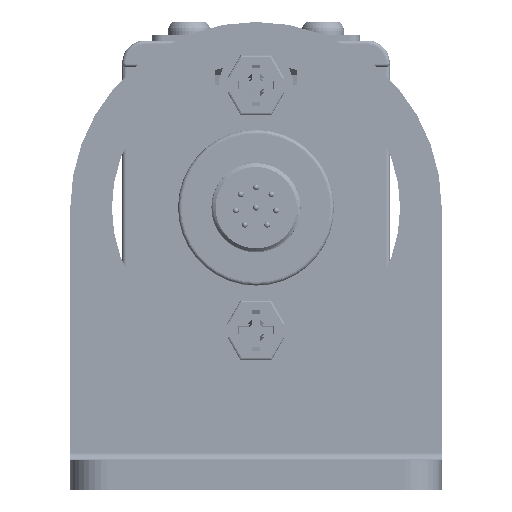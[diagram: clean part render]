
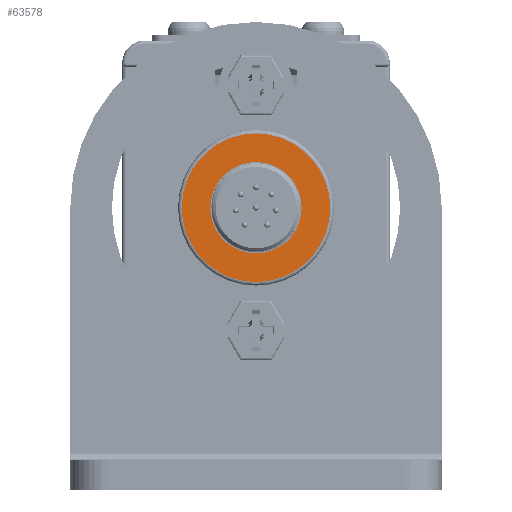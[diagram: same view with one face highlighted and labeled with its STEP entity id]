
A CAD part, front view. The second image highlights one B-rep face of the part: STEP entity #63578.
In plain terms, the highlighted face is planar.
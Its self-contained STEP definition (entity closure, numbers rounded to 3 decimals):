
#60405=CARTESIAN_POINT('',(0.,22.5,4.));
#60406=DIRECTION('',(0.,0.,1.));
#60407=DIRECTION('',(1.,0.,0.));
#60408=AXIS2_PLACEMENT_3D('',#60405,#60406,#60407);
#60420=CARTESIAN_POINT('',(0.,22.5,4.));
#60421=DIRECTION('',(0.,0.,1.));
#60422=DIRECTION('',(1.,0.,0.));
#60423=AXIS2_PLACEMENT_3D('',#60420,#60421,#60422);
#60425=CARTESIAN_POINT('',(0.,22.5,4.));
#60426=DIRECTION('',(0.,0.,1.));
#60427=DIRECTION('',(-1.,0.,0.));
#60428=AXIS2_PLACEMENT_3D('',#60425,#60426,#60427);
#60430=CARTESIAN_POINT('',(0.,22.5,4.));
#60431=DIRECTION('',(0.,0.,1.));
#60432=DIRECTION('',(-1.,0.,0.));
#60433=AXIS2_PLACEMENT_3D('',#60430,#60431,#60432);
#62079=CARTESIAN_POINT('',(6.15,22.5,4.));
#62080=CARTESIAN_POINT('',(-6.15,22.5,4.));
#62081=VERTEX_POINT('',#62079);
#62082=VERTEX_POINT('',#62080);
#62387=CARTESIAN_POINT('',(10.,22.5,4.));
#62388=CARTESIAN_POINT('',(-10.,22.5,4.));
#62389=VERTEX_POINT('',#62387);
#62390=VERTEX_POINT('',#62388);
#63562=CARTESIAN_POINT('',(0.,0.,4.));
#63563=DIRECTION('',(0.,0.,1.));
#63564=DIRECTION('',(1.,0.,0.));
#63565=AXIS2_PLACEMENT_3D('',#63562,#63563,#63564);
#63566=PLANE('',#63565);
#63567=ORIENTED_EDGE('',*,*,#63552,.F.);
#63569=ORIENTED_EDGE('',*,*,#63568,.F.);
#63570=EDGE_LOOP('',(#63567,#63569));
#63571=FACE_OUTER_BOUND('',#63570,.F.);
#63573=ORIENTED_EDGE('',*,*,#63572,.T.);
#63575=ORIENTED_EDGE('',*,*,#63574,.T.);
#63576=EDGE_LOOP('',(#63573,#63575));
#63577=FACE_BOUND('',#63576,.F.);
#63578=ADVANCED_FACE('',(#63571,#63577),#63566,.T.);
#60409=CIRCLE('',#60408,10.);
#60424=CIRCLE('',#60423,6.15);
#60429=CIRCLE('',#60428,6.15);
#60434=CIRCLE('',#60433,10.);
#63552=EDGE_CURVE('',#62389,#62390,#60409,.T.);
#63568=EDGE_CURVE('',#62390,#62389,#60434,.T.);
#63572=EDGE_CURVE('',#62081,#62082,#60424,.T.);
#63574=EDGE_CURVE('',#62082,#62081,#60429,.T.);
